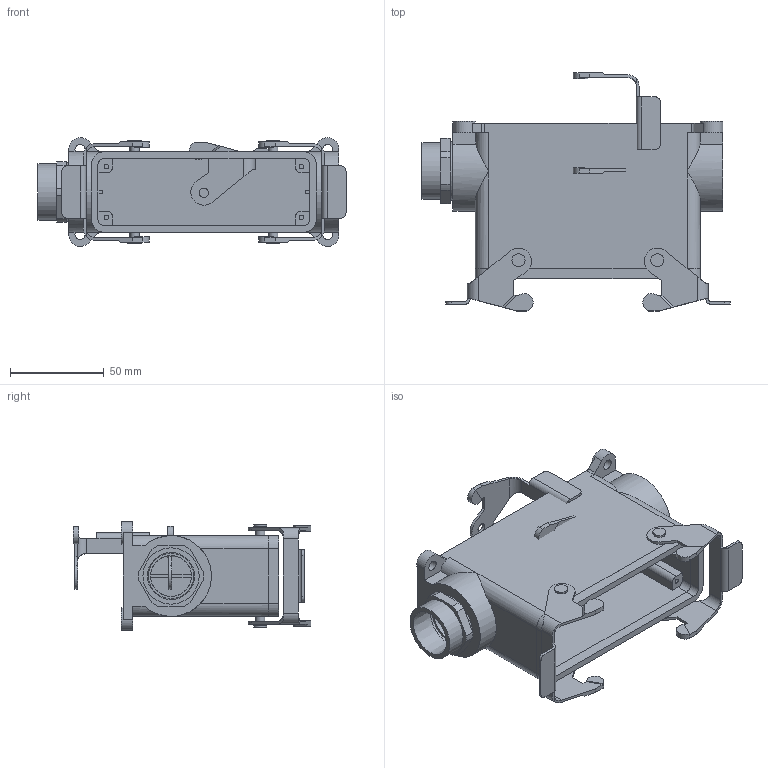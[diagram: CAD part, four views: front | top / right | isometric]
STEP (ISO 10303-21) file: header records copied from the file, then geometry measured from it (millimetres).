
FILE_DESCRIPTION( ( 'Unknown' ), '1' );
FILE_NAME( 'H_B_24_SGRH_NPT_34_ASM.stp', 'Unknown', ( 'Unknown' ), ( 'Unknown' ), 'PSStep 11.0', 'Unknown', ' ' );
FILE_SCHEMA( ( 'AUTOMOTIVE_DESIGN { 1 0 10303 214 1 1 1 1 }' ) );
Length unit declared in the file: millimetre
Products named in the file (3): Assem1; H_B_24_SGRH_NPT_34; H_B_10_QB_C
Bounding box: 164.3 x 126.85 x 58 mm (x, y, z)
Volume: 325272.8 mm3; surface area: 156291.5 mm2
Topology: 5 solids, 5 shells, 446 faces, 1176 edges, 776 vertices
Faces by surface type: plane 280, cylinder 164, cone 2
Full cylindrical faces by diameter (mm): 2.459 x8, 4.9 x8, 5 x6, 5.5 x8, 7 x8, 12 x8, 21.8 x2, 22.4 x2, 24.239 x2, 30 x2, 31 x2
Entity records: 7770 total; most frequent: CARTESIAN_POINT 1263, DIRECTION 1028, ORIENTED_EDGE 958, EDGE_CURVE 479, AXIS2_PLACEMENT_3D 357, VERTEX_POINT 330, LINE 314, VECTOR 314
